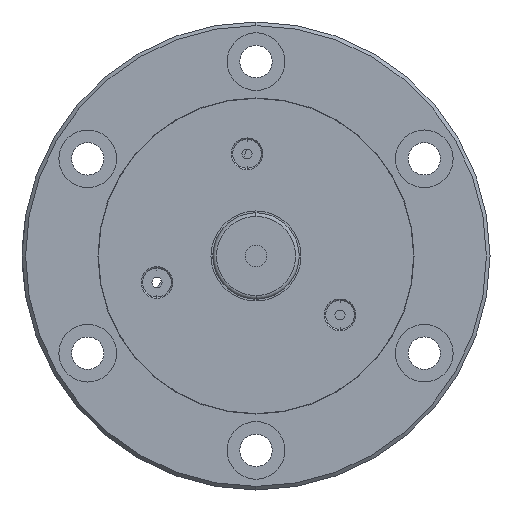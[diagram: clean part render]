
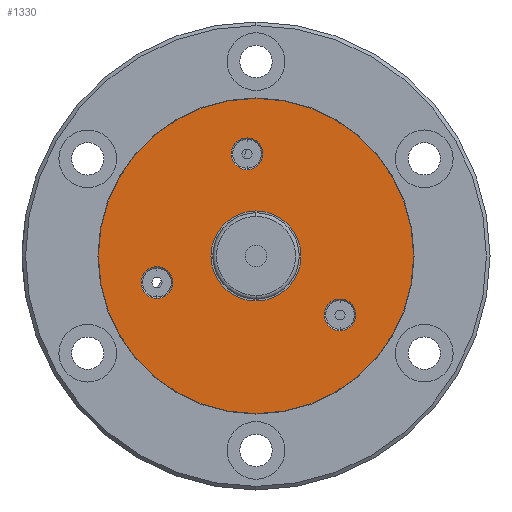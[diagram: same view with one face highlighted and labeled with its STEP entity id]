
A CAD part, left-side view. The second image highlights one B-rep face of the part: STEP entity #1330.
In plain terms, the highlighted planar face has unit normal (-1, 0, 0).
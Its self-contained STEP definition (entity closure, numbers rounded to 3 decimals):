
#266 = DIRECTION ( 'NONE',  ( 0., 0., 1. ) ) ;
#267 = DIRECTION ( 'NONE',  ( -1., 0., 0. ) ) ;
#268 = CARTESIAN_POINT ( 'NONE',  ( 12.8, 0., 0. ) ) ;
#269 = AXIS2_PLACEMENT_3D ( 'NONE', #268, #267, #266 ) ;
#272 = DIRECTION ( 'NONE',  ( 0., 0., -1. ) ) ;
#273 = DIRECTION ( 'NONE',  ( 1., 0., 0. ) ) ;
#274 = CARTESIAN_POINT ( 'NONE',  ( 12.8, 5.4, 0. ) ) ;
#276 = CIRCLE ( 'NONE', #269, 21.9 ) ;
#278 = DIRECTION ( 'NONE',  ( 0., 0., 1. ) ) ;
#279 = DIRECTION ( 'NONE',  ( -1., 0., 0. ) ) ;
#280 = CARTESIAN_POINT ( 'NONE',  ( 12.8, 0., 0. ) ) ;
#286 = AXIS2_PLACEMENT_3D ( 'NONE', #280, #279, #278 ) ;
#329 = FACE_BOUND ( 'NONE', #1334, .T. ) ;
#470 = AXIS2_PLACEMENT_3D ( 'NONE', #274, #273, #272 ) ;
#471 = FACE_BOUND ( 'NONE', #1315, .T. ) ;
#472 = FACE_BOUND ( 'NONE', #1335, .T. ) ;
#473 = PLANE ( 'NONE',  #470 ) ;
#474 = FACE_OUTER_BOUND ( 'NONE', #1328, .T. ) ;
#476 = CIRCLE ( 'NONE', #286, 5.4 ) ;
#479 = FACE_BOUND ( 'NONE', #1326, .T. ) ;
#549 = DIRECTION ( 'NONE',  ( 0., 0., 1. ) ) ;
#550 = DIRECTION ( 'NONE',  ( -1., 0., 0. ) ) ;
#551 = CARTESIAN_POINT ( 'NONE',  ( 12.8, 13.764, -3.688 ) ) ;
#552 = AXIS2_PLACEMENT_3D ( 'NONE', #551, #550, #549 ) ;
#564 = CIRCLE ( 'NONE', #552, 2.2 ) ;
#596 = AXIS2_PLACEMENT_3D ( 'NONE', #616, #658, #657 ) ;
#601 = CIRCLE ( 'NONE', #621, 2.2 ) ;
#611 = CIRCLE ( 'NONE', #596, 2.2 ) ;
#616 = CARTESIAN_POINT ( 'NONE',  ( 12.8, 13.764, -3.688 ) ) ;
#621 = AXIS2_PLACEMENT_3D ( 'NONE', #654, #653, #652 ) ;
#652 = DIRECTION ( 'NONE',  ( 0., 0., 1. ) ) ;
#653 = DIRECTION ( 'NONE',  ( -1., 0., 0. ) ) ;
#654 = CARTESIAN_POINT ( 'NONE',  ( 12.8, 1.242, 14.196 ) ) ;
#657 = DIRECTION ( 'NONE',  ( 0., 0., 1. ) ) ;
#658 = DIRECTION ( 'NONE',  ( -1., 0., 0. ) ) ;
#1315 = EDGE_LOOP ( 'NONE', ( #1319, #1329 ) ) ;
#1319 = ORIENTED_EDGE ( 'NONE', *, *, #1519, .F. ) ;
#1321 = ORIENTED_EDGE ( 'NONE', *, *, #9955, .F. ) ;
#1324 = ORIENTED_EDGE ( 'NONE', *, *, #1546, .F. ) ;
#1325 = ORIENTED_EDGE ( 'NONE', *, *, #9982, .F. ) ;
#1326 = EDGE_LOOP ( 'NONE', ( #1331, #1325 ) ) ;
#1327 = EDGE_CURVE ( 'NONE', #9960, #9951, #476, .T. ) ;
#1328 = EDGE_LOOP ( 'NONE', ( #1332, #1388 ) ) ;
#1329 = ORIENTED_EDGE ( 'NONE', *, *, #1544, .F. ) ;
#1330 = ADVANCED_FACE ( 'NONE', ( #474, #329, #479, #472, #471 ), #473, .F. ) ;
#1331 = ORIENTED_EDGE ( 'NONE', *, *, #9967, .F. ) ;
#1332 = ORIENTED_EDGE ( 'NONE', *, *, #9890, .T. ) ;
#1333 = EDGE_CURVE ( 'NONE', #9957, #9949, #276, .T. ) ;
#1334 = EDGE_LOOP ( 'NONE', ( #1391, #1321 ) ) ;
#1335 = EDGE_LOOP ( 'NONE', ( #1324, #1387 ) ) ;
#1387 = ORIENTED_EDGE ( 'NONE', *, *, #9930, .F. ) ;
#1388 = ORIENTED_EDGE ( 'NONE', *, *, #1333, .T. ) ;
#1391 = ORIENTED_EDGE ( 'NONE', *, *, #1327, .F. ) ;
#1519 = EDGE_CURVE ( 'NONE', #9942, #9931, #564, .T. ) ;
#1544 = EDGE_CURVE ( 'NONE', #9931, #9942, #611, .T. ) ;
#1546 = EDGE_CURVE ( 'NONE', #9928, #9983, #601, .T. ) ;
#7687 = DIRECTION ( 'NONE',  ( 0., 0., 1. ) ) ;
#7688 = DIRECTION ( 'NONE',  ( -1., 0., 0. ) ) ;
#7696 = AXIS2_PLACEMENT_3D ( 'NONE', #7727, #7688, #7687 ) ;
#7705 = CIRCLE ( 'NONE', #7696, 2.2 ) ;
#7727 = CARTESIAN_POINT ( 'NONE',  ( 12.8, -11.673, -8.173 ) ) ;
#7750 = DIRECTION ( 'NONE',  ( 0., 0., 1. ) ) ;
#7751 = DIRECTION ( 'NONE',  ( -1., 0., 0. ) ) ;
#7752 = CARTESIAN_POINT ( 'NONE',  ( 12.8, -11.673, -8.173 ) ) ;
#7753 = AXIS2_PLACEMENT_3D ( 'NONE', #7752, #7751, #7750 ) ;
#7762 = CIRCLE ( 'NONE', #7753, 2.2 ) ;
#7767 = CARTESIAN_POINT ( 'NONE',  ( 12.8, -11.673, -5.973 ) ) ;
#7769 = CARTESIAN_POINT ( 'NONE',  ( 12.8, -11.673, -10.373 ) ) ;
#7784 = CARTESIAN_POINT ( 'NONE',  ( 12.8, 1.242, 11.996 ) ) ;
#7804 = DIRECTION ( 'NONE',  ( 0., 0., 1. ) ) ;
#7806 = DIRECTION ( 'NONE',  ( -1., 0., 0. ) ) ;
#7815 = AXIS2_PLACEMENT_3D ( 'NONE', #7825, #7806, #7804 ) ;
#7821 = CARTESIAN_POINT ( 'NONE',  ( 12.8, 0., -21.9 ) ) ;
#7825 = CARTESIAN_POINT ( 'NONE',  ( 12.8, 0., 0. ) ) ;
#7835 = CIRCLE ( 'NONE', #7815, 5.4 ) ;
#7841 = CARTESIAN_POINT ( 'NONE',  ( 12.8, 0., 5.4 ) ) ;
#7844 = CARTESIAN_POINT ( 'NONE',  ( 12.8, 0., -5.4 ) ) ;
#7863 = CARTESIAN_POINT ( 'NONE',  ( 12.8, 0., 21.9 ) ) ;
#7872 = CIRCLE ( 'NONE', #7997, 2.2 ) ;
#7898 = CARTESIAN_POINT ( 'NONE',  ( 12.8, 1.242, 14.196 ) ) ;
#7908 = DIRECTION ( 'NONE',  ( -1., 0., 0. ) ) ;
#7910 = CARTESIAN_POINT ( 'NONE',  ( 12.8, 1.242, 16.396 ) ) ;
#7920 = CARTESIAN_POINT ( 'NONE',  ( 12.8, 13.764, -5.888 ) ) ;
#7951 = CARTESIAN_POINT ( 'NONE',  ( 12.8, 13.764, -1.488 ) ) ;
#7995 = DIRECTION ( 'NONE',  ( 0., 0., 1. ) ) ;
#7997 = AXIS2_PLACEMENT_3D ( 'NONE', #7898, #7908, #7995 ) ;
#8092 = DIRECTION ( 'NONE',  ( 0., 0., 1. ) ) ;
#8094 = DIRECTION ( 'NONE',  ( -1., 0., 0. ) ) ;
#8095 = CARTESIAN_POINT ( 'NONE',  ( 12.8, 0., 0. ) ) ;
#8112 = AXIS2_PLACEMENT_3D ( 'NONE', #8095, #8094, #8092 ) ;
#8137 = CIRCLE ( 'NONE', #8112, 21.9 ) ;
#9890 = EDGE_CURVE ( 'NONE', #9949, #9957, #8137, .T. ) ;
#9928 = VERTEX_POINT ( 'NONE', #7910 ) ;
#9930 = EDGE_CURVE ( 'NONE', #9983, #9928, #7872, .T. ) ;
#9931 = VERTEX_POINT ( 'NONE', #7920 ) ;
#9942 = VERTEX_POINT ( 'NONE', #7951 ) ;
#9949 = VERTEX_POINT ( 'NONE', #7863 ) ;
#9951 = VERTEX_POINT ( 'NONE', #7844 ) ;
#9955 = EDGE_CURVE ( 'NONE', #9951, #9960, #7835, .T. ) ;
#9957 = VERTEX_POINT ( 'NONE', #7821 ) ;
#9960 = VERTEX_POINT ( 'NONE', #7841 ) ;
#9967 = EDGE_CURVE ( 'NONE', #9980, #9979, #7705, .T. ) ;
#9979 = VERTEX_POINT ( 'NONE', #7769 ) ;
#9980 = VERTEX_POINT ( 'NONE', #7767 ) ;
#9982 = EDGE_CURVE ( 'NONE', #9979, #9980, #7762, .T. ) ;
#9983 = VERTEX_POINT ( 'NONE', #7784 ) ;
